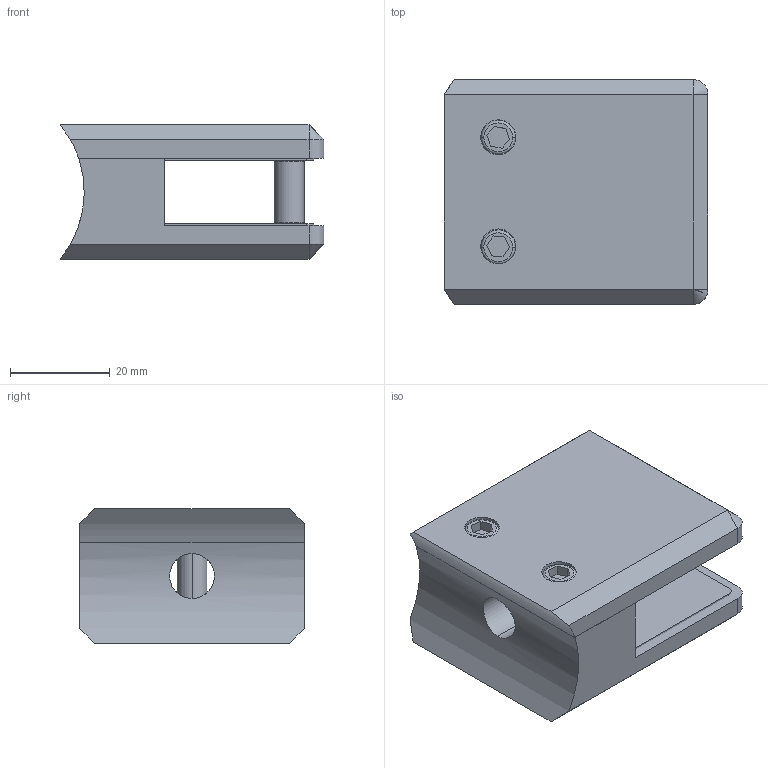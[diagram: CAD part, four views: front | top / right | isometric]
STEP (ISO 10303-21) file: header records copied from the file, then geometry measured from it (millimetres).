
FILE_DESCRIPTION (( 'STEP AP203' ), '1' );
FILE_NAME ('3D_GG4026_42.4x12.76_188756925.STEP', '2024-11-05T08:06:44', ( '' ), ( '' ), 'SwSTEP 2.0', 'SolidWorks 2023', '' );
FILE_SCHEMA (( 'CONFIG_CONTROL_DESIGN' ));
Length unit declared in the file: millimetre
Products named in the file (1): 3D_GG4026_42.4x12.76_188756925
Bounding box: 52.85 x 45 x 27 mm (x, y, z)
Volume: 42186.3 mm3; surface area: 20256.3 mm2
Topology: 5 solids, 5 shells, 125 faces, 282 edges, 178 vertices
Faces by surface type: plane 61, cylinder 50, cone 10, torus 4
Entity records: 3649 total; most frequent: CARTESIAN_POINT 697, DIRECTION 638, ORIENTED_EDGE 556, EDGE_CURVE 278, AXIS2_PLACEMENT_3D 241, VERTEX_POINT 178, LINE 156, VECTOR 156
